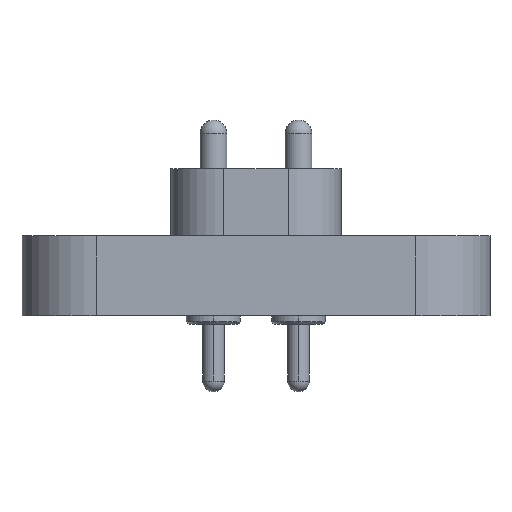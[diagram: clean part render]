
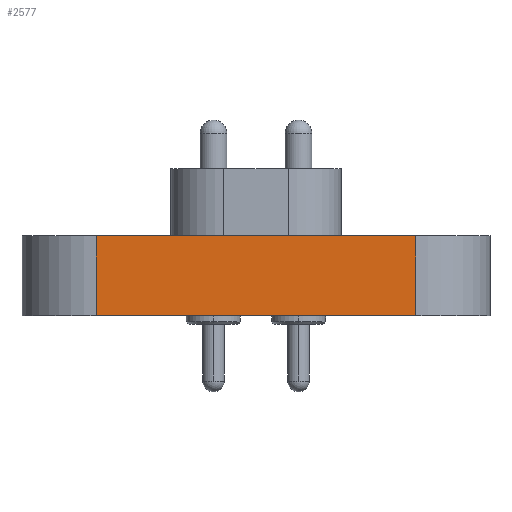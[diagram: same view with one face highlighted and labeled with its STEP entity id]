
A CAD part, top view. The second image highlights one B-rep face of the part: STEP entity #2577.
In plain terms, the highlighted planar face has unit normal (0, 0, 1).
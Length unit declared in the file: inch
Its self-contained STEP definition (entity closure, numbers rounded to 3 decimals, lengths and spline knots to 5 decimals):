
#120 = LINE ( 'NONE', #12683, #11900 ) ;
#947 = DIRECTION ( 'NONE',  ( 0., 1., 0. ) ) ;
#1288 = EDGE_CURVE ( 'NONE', #3842, #2283, #2246, .T. ) ;
#1828 = LINE ( 'NONE', #19755, #2864 ) ;
#2246 = LINE ( 'NONE', #16216, #17210 ) ;
#2283 = VERTEX_POINT ( 'NONE', #11664 ) ;
#2577 = ADVANCED_FACE ( 'NONE', ( #16386 ), #6619, .T. ) ;
#2699 = DIRECTION ( 'NONE',  ( 0., 0., 1. ) ) ;
#2864 = VECTOR ( 'NONE', #17075, 39.37008 ) ;
#2907 = EDGE_CURVE ( 'NONE', #17481, #2283, #120, .T. ) ;
#3303 = DIRECTION ( 'NONE',  ( 1., 0., 0. ) ) ;
#3842 = VERTEX_POINT ( 'NONE', #9951 ) ;
#6481 = ORIENTED_EDGE ( 'NONE', *, *, #2907, .T. ) ;
#6619 = PLANE ( 'NONE',  #17731 ) ;
#7162 = VERTEX_POINT ( 'NONE', #11894 ) ;
#7887 = EDGE_LOOP ( 'NONE', ( #6481, #20028, #15313, #7929 ) ) ;
#7929 = ORIENTED_EDGE ( 'NONE', *, *, #15822, .T. ) ;
#9951 = CARTESIAN_POINT ( 'NONE',  ( 0.13781, -0.1244, 0. ) ) ;
#11407 = CARTESIAN_POINT ( 'NONE',  ( 0.13781, -0.2844, 0. ) ) ;
#11664 = CARTESIAN_POINT ( 'NONE',  ( 0.72833, -0.1244, 0. ) ) ;
#11894 = CARTESIAN_POINT ( 'NONE',  ( 0.13781, -0.272, 0. ) ) ;
#11900 = VECTOR ( 'NONE', #13149, 39.37008 ) ;
#12598 = VECTOR ( 'NONE', #947, 39.37008 ) ;
#12605 = CARTESIAN_POINT ( 'NONE',  ( 0.72833, -0.272, 0. ) ) ;
#12683 = CARTESIAN_POINT ( 'NONE',  ( 0.72833, -0.2844, 0. ) ) ;
#13149 = DIRECTION ( 'NONE',  ( 0., 1., 0. ) ) ;
#15313 = ORIENTED_EDGE ( 'NONE', *, *, #19145, .F. ) ;
#15822 = EDGE_CURVE ( 'NONE', #7162, #17481, #1828, .T. ) ;
#16000 = DIRECTION ( 'NONE',  ( 1., 0., 0. ) ) ;
#16216 = CARTESIAN_POINT ( 'NONE',  ( 0.94054, -0.1244, 0. ) ) ;
#16386 = FACE_OUTER_BOUND ( 'NONE', #7887, .T. ) ;
#17075 = DIRECTION ( 'NONE',  ( 1., 0., 0. ) ) ;
#17210 = VECTOR ( 'NONE', #3303, 39.37008 ) ;
#17290 = CARTESIAN_POINT ( 'NONE',  ( 0., -0.272, 0. ) ) ;
#17481 = VERTEX_POINT ( 'NONE', #12605 ) ;
#17731 = AXIS2_PLACEMENT_3D ( 'NONE', #17290, #2699, #16000 ) ;
#18889 = LINE ( 'NONE', #11407, #12598 ) ;
#19145 = EDGE_CURVE ( 'NONE', #7162, #3842, #18889, .T. ) ;
#19755 = CARTESIAN_POINT ( 'NONE',  ( 0., -0.272, 0. ) ) ;
#20028 = ORIENTED_EDGE ( 'NONE', *, *, #1288, .F. ) ;
